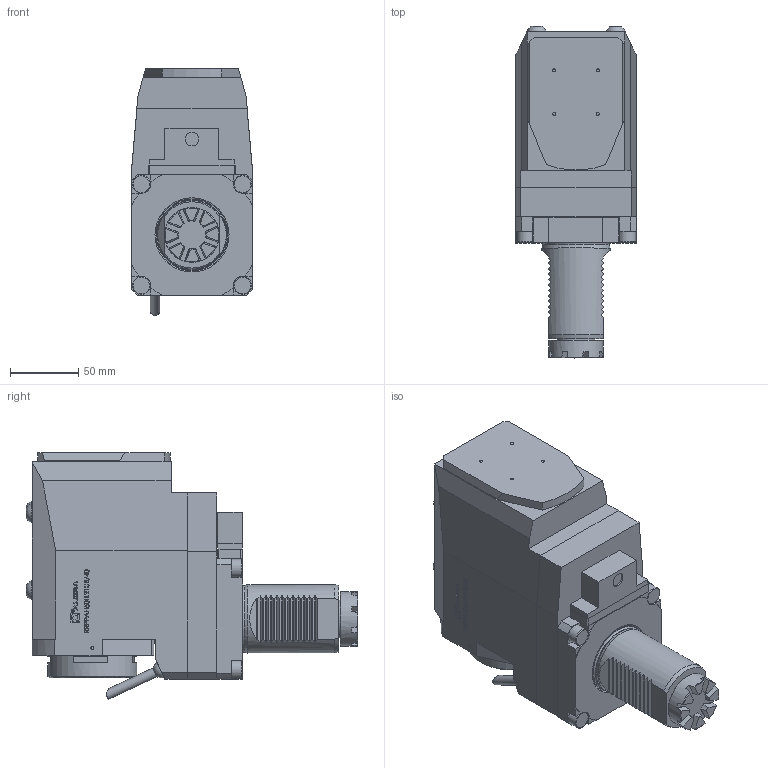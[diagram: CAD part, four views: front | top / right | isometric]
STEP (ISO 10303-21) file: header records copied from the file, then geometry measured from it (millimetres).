
FILE_DESCRIPTION (( 'STEP AP214' ), '1' );
FILE_NAME ('RRPPAH50I121UB40.STEP', '2025-11-14T13:28:16', ( '' ), ( '' ), 'SwSTEP 2.0', 'SolidWorks 2023', '' );
FILE_SCHEMA (( 'AUTOMOTIVE_DESIGN' ));
Length unit declared in the file: millimetre
Products named in the file (1): RRPPAH50I121UB40
Bounding box: 88 x 242.4 x 180.32 mm (x, y, z)
Volume: 2015794.2 mm3; surface area: 120555.7 mm2
Topology: 1 solids, 1 shells, 683 faces, 1806 edges, 1196 vertices
Faces by surface type: plane 461, cylinder 114, bspline 75, cone 21, torus 7, sphere 5
Full cylindrical faces by diameter (mm): 1.7 x1, 2.1 x1, 6.366 x1, 7 x1, 10 x1, 13 x4, 14 x4, 28 x1, 40 x1, 48.7 x1, 50 x1, 65 x1
Entity records: 29258 total; most frequent: CARTESIAN_POINT 9825, ORIENTED_EDGE 3534, DIRECTION 2821, EDGE_CURVE 1767, VERTEX_POINT 1186, VECTOR 1161, LINE 1161, AXIS2_PLACEMENT_3D 830
